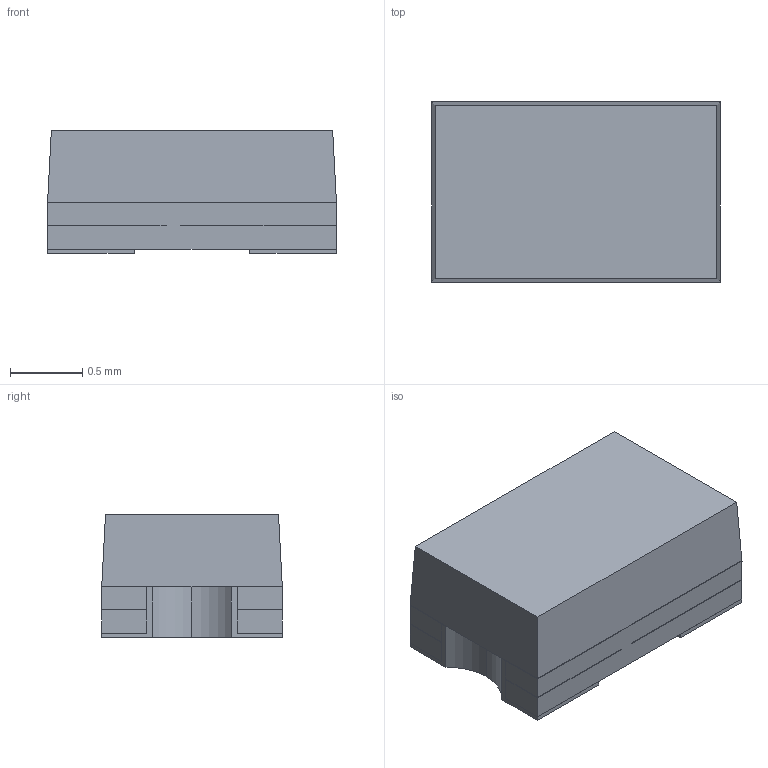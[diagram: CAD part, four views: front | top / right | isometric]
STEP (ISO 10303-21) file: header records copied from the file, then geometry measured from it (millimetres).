
FILE_DESCRIPTION (( 'STEP AP214' ), '1' );
FILE_NAME ('User Library-VEMD1060X01-1.STEP', '2021-05-23T10:39:45', ( '' ), ( '' ), 'SwSTEP 2.0', 'SolidWorks 2021', '' );
FILE_SCHEMA (( 'AUTOMOTIVE_DESIGN' ));
Length unit declared in the file: metre
Products named in the file (7): pad; Part 1; Part 2; User Library-VEMD1060X01-1; cover; chip; substrate
Assembly tree (9 placements, depth 2):
  User Library-VEMD1060X01-1
    Part 2  x2
    chip
    pad  x2
    cover
    Part 1  x2
    substrate
Bounding box: 2 x 1.25 x 0.85 mm (x, y, z)
Volume: 2.1 mm3; surface area: 28.9 mm2
Topology: 9 solids, 9 shells, 101 faces, 249 edges, 166 vertices
Faces by surface type: plane 80, cylinder 21
Entity records: 2112 total; most frequent: CARTESIAN_POINT 324, DIRECTION 322, ORIENTED_EDGE 300, EDGE_CURVE 150, VECTOR 126, LINE 126, VERTEX_POINT 100, AXIS2_PLACEMENT_3D 98
